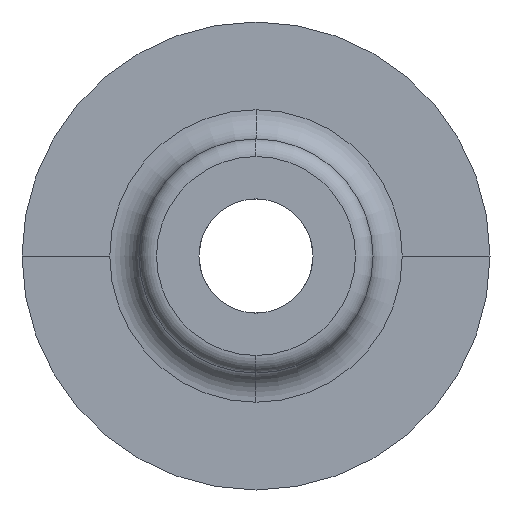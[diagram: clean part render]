
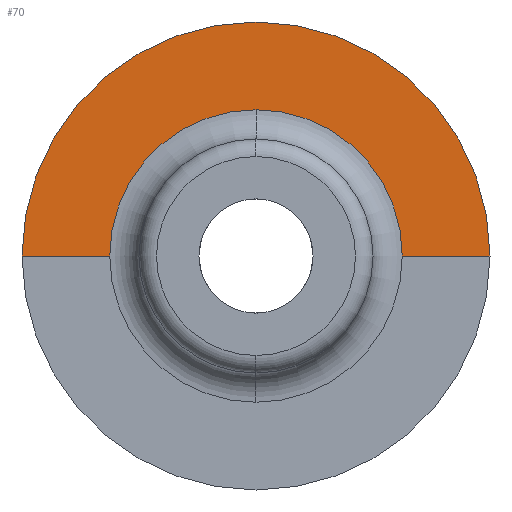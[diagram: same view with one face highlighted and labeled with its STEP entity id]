
A CAD part, left-side view. The second image highlights one B-rep face of the part: STEP entity #70.
In plain terms, the highlighted conical face has half-angle 90 degrees and reference radius 3.25 mm.
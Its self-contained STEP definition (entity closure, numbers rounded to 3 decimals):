
#70=ADVANCED_FACE('',(#146),#147,.F.);
#146=FACE_OUTER_BOUND('',#251,.T.);
#147=CONICAL_SURFACE('',#252,3.25,1.571);
#251=EDGE_LOOP('',(#503,#504,#505,#506,#507));
#252=AXIS2_PLACEMENT_3D('',#508,#509,#510);
#503=ORIENTED_EDGE('',*,*,#818,.F.);
#504=ORIENTED_EDGE('',*,*,#819,.F.);
#505=ORIENTED_EDGE('',*,*,#815,.F.);
#506=ORIENTED_EDGE('',*,*,#820,.F.);
#507=ORIENTED_EDGE('',*,*,#821,.T.);
#508=CARTESIAN_POINT('',(18.8,0.0,0.));
#509=DIRECTION('',(-1.0,0.0,0.));
#510=DIRECTION('',(0.0,1.0,0.0));
#815=EDGE_CURVE('',#1018,#1020,#1021,.T.);
#818=EDGE_CURVE('',#1025,#864,#1026,.T.);
#819=EDGE_CURVE('',#1020,#1025,#1027,.T.);
#820=EDGE_CURVE('',#868,#1018,#1028,.T.);
#821=EDGE_CURVE('',#868,#864,#1029,.T.);
#864=VERTEX_POINT('',#1072);
#868=VERTEX_POINT('',#1077);
#1018=VERTEX_POINT('',#1258);
#1020=VERTEX_POINT('',#1260);
#1021=CIRCLE('',#1261,2.5);
#1025=VERTEX_POINT('',#1265);
#1026=LINE('',#1266,#1267);
#1027=CIRCLE('',#1268,2.5);
#1028=LINE('',#1269,#1270);
#1029=CIRCLE('',#1271,4.0);
#1072=CARTESIAN_POINT('',(18.8,4.0,0.));
#1077=CARTESIAN_POINT('',(18.8,-4.0,0.));
#1258=CARTESIAN_POINT('',(18.8,-2.5,0.));
#1260=CARTESIAN_POINT('',(18.8,0.,2.5));
#1261=AXIS2_PLACEMENT_3D('',#1525,#1526,#1527);
#1265=CARTESIAN_POINT('',(18.8,2.5,0.));
#1266=CARTESIAN_POINT('',(18.8,3.25,0.));
#1267=VECTOR('',#1534,1.0);
#1268=AXIS2_PLACEMENT_3D('',#1535,#1536,#1537);
#1269=CARTESIAN_POINT('',(18.8,-3.25,0.));
#1270=VECTOR('',#1538,1.0);
#1271=AXIS2_PLACEMENT_3D('',#1539,#1540,#1541);
#1525=CARTESIAN_POINT('',(18.8,0.0,0.));
#1526=DIRECTION('',(-1.0,0.0,0.));
#1527=DIRECTION('',(0.0,1.0,0.0));
#1534=DIRECTION('',(0.,1.,0.));
#1535=CARTESIAN_POINT('',(18.8,0.0,0.));
#1536=DIRECTION('',(-1.0,0.0,0.));
#1537=DIRECTION('',(0.0,1.0,0.0));
#1538=DIRECTION('',(0.,1.,0.));
#1539=CARTESIAN_POINT('',(18.8,0.0,0.));
#1540=DIRECTION('',(-1.0,0.0,0.));
#1541=DIRECTION('',(0.0,1.0,0.0));
